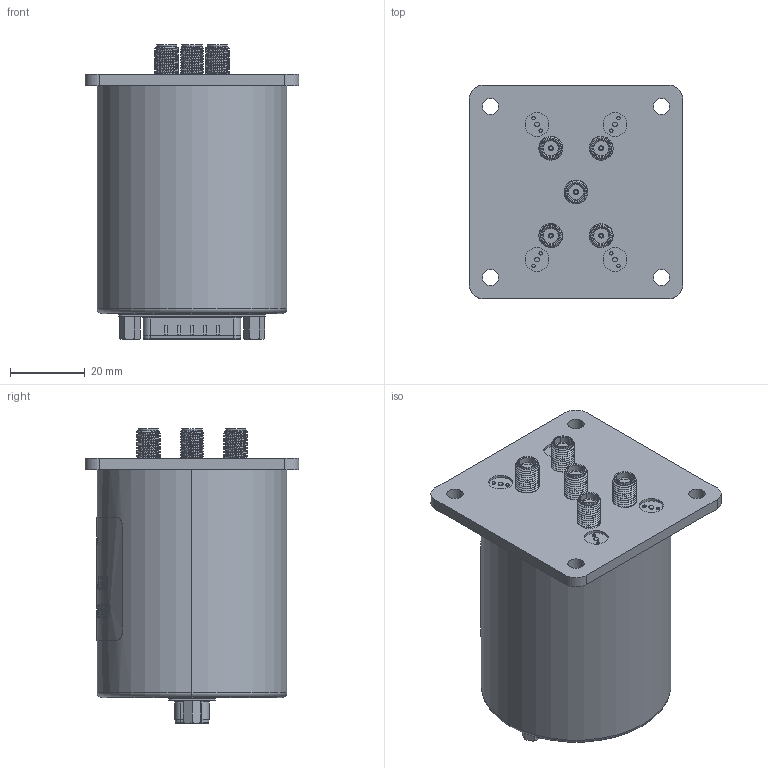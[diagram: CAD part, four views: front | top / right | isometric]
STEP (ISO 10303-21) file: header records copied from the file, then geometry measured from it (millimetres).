
FILE_DESCRIPTION (( 'STEP AP214' ), '1' );
FILE_NAME ('PE71S6365.STEP', '2018-01-29T23:17:23', ( '' ), ( '' ), 'SwSTEP 2.0', 'SolidWorks 2017', '' );
FILE_SCHEMA (( 'AUTOMOTIVE_DESIGN' ));
Length unit declared in the file: inch
Products named in the file (1): PE71S6365
Bounding box: 57.15 x 57.15 x 78.78 mm (x, y, z)
Volume: 136159.1 mm3; surface area: 26362 mm2
Topology: 16 solids, 16 shells, 1091 faces, 3158 edges, 2229 vertices
Faces by surface type: cylinder 465, plane 325, bspline 174, cone 58, torus 39, sphere 30
Entity records: 76229 total; most frequent: CARTESIAN_POINT 37582, ORIENTED_EDGE 6196, DIRECTION 4462, EDGE_CURVE 3098, VERTEX_POINT 2199, AXIS2_PLACEMENT_3D 1726, EDGE_LOOP 1273, ADVANCED_FACE 1091
